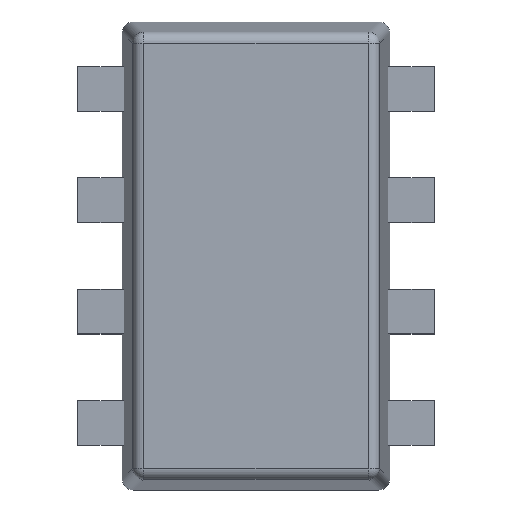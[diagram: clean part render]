
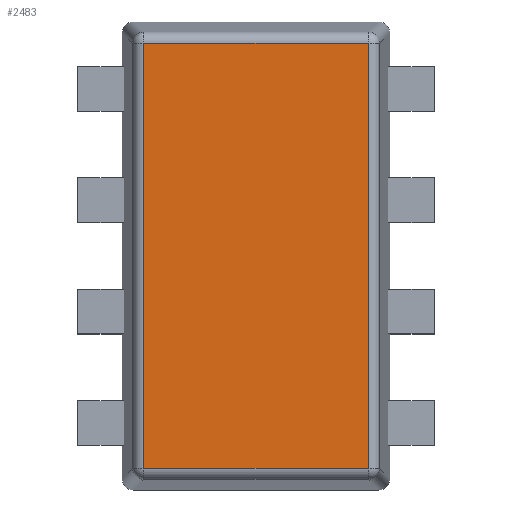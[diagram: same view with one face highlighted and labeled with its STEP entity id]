
A CAD part, top view. The second image highlights one B-rep face of the part: STEP entity #2483.
In plain terms, the highlighted face is planar.
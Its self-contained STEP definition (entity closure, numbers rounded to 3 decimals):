
#2438=VERTEX_POINT('',#2439);
#2439=CARTESIAN_POINT('',(-0.954,0.575,-0.504));
#2463=VERTEX_POINT('',#2464);
#2464=CARTESIAN_POINT('',(-0.954,0.575,0.504));
#2471=EDGE_CURVE('',#2463,#2438,#2472,.F.);
#2472=LINE('',#2473,#2474);
#2473=CARTESIAN_POINT('',(-0.954,0.575,-0.504));
#2474=VECTOR('',#2475,1.0);
#2475=DIRECTION('',(0.0,0.0,1.0));
#2483=ADVANCED_FACE('',(#2484),#2509,.T.);
#2484=FACE_BOUND('',#2485,.T.);
#2485=EDGE_LOOP('',(#2486,#2487,#2495,#2503));
#2486=ORIENTED_EDGE('',*,*,#2471,.F.);
#2487=ORIENTED_EDGE('',*,*,#2488,.T.);
#2488=EDGE_CURVE('',#2463,#2489,#2491,.T.);
#2489=VERTEX_POINT('',#2490);
#2490=CARTESIAN_POINT('',(0.954,0.575,0.504));
#2491=LINE('',#2492,#2493);
#2492=CARTESIAN_POINT('',(-0.954,0.575,0.504));
#2493=VECTOR('',#2494,1.0);
#2494=DIRECTION('',(1.0,0.0,0.0));
#2495=ORIENTED_EDGE('',*,*,#2496,.T.);
#2496=EDGE_CURVE('',#2489,#2497,#2499,.T.);
#2497=VERTEX_POINT('',#2498);
#2498=CARTESIAN_POINT('',(0.954,0.575,-0.504));
#2499=LINE('',#2500,#2501);
#2500=CARTESIAN_POINT('',(0.954,0.575,0.504));
#2501=VECTOR('',#2502,1.0);
#2502=DIRECTION('',(0.0,0.0,-1.0));
#2503=ORIENTED_EDGE('',*,*,#2504,.T.);
#2504=EDGE_CURVE('',#2497,#2438,#2505,.T.);
#2505=LINE('',#2506,#2507);
#2506=CARTESIAN_POINT('',(0.954,0.575,-0.504));
#2507=VECTOR('',#2508,1.0);
#2508=DIRECTION('',(-1.0,0.0,0.0));
#2509=PLANE('',#2510);
#2510=AXIS2_PLACEMENT_3D('',#2511,#2512,#2513);
#2511=CARTESIAN_POINT('',(0.0,0.575,0.0));
#2512=DIRECTION('',(0.0,1.0,0.0));
#2513=DIRECTION('',(1.0,0.0,0.0));
